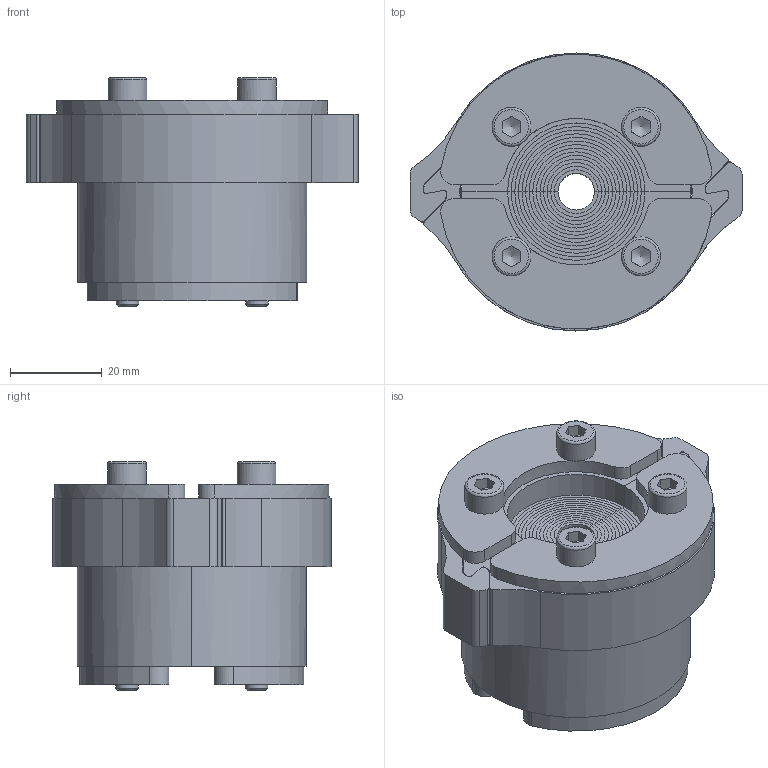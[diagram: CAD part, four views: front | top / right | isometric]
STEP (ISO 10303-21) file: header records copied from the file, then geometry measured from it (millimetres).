
FILE_DESCRIPTION(/* description */ (''),/* implementation_level */ '2;1');
FILE_NAME(/* name */ 'CRS_SLO_50.stp',/* time_stamp */ '2026-02-16T12:19:31+01:00',/* author */ ('se-marfre'),/* organization */ (''),/* preprocessor_version */ 'ST-DEVELOPER v19.2',/* originating_system */ 'Autodesk Inventor 2023',/* authorisation */ '');
FILE_SCHEMA (('CONFIG_CONTROL_DESIGN'));
Length unit declared in the file: millimetre
Products named in the file (1): CRS_SLO_50
Bounding box: 72.5 x 60.72 x 50 mm (x, y, z)
Volume: 93072.7 mm3; surface area: 22599.7 mm2
Topology: 1 solids, 1 shells, 230 faces, 602 edges, 370 vertices
Faces by surface type: plane 138, cylinder 80, cone 8, torus 4
Full cylindrical faces by diameter (mm): 5 x4, 8.5 x4
Entity records: 7346 total; most frequent: DIRECTION 1294, CARTESIAN_POINT 1255, ORIENTED_EDGE 1196, EDGE_CURVE 598, AXIS2_PLACEMENT_3D 493, VERTEX_POINT 370, LINE 308, VECTOR 308
